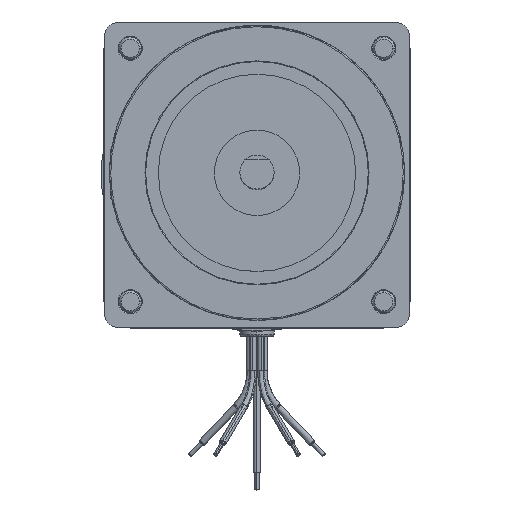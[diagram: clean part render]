
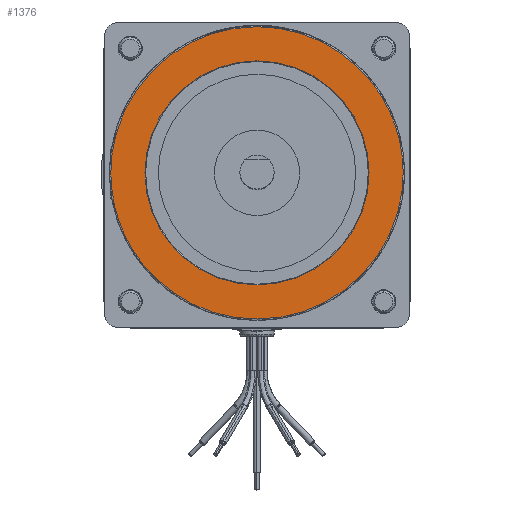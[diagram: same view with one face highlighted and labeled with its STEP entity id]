
A CAD part, top view. The second image highlights one B-rep face of the part: STEP entity #1376.
In plain terms, the highlighted planar face has unit normal (0, 0, 1).
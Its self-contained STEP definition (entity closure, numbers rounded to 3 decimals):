
#949 = CIRCLE ( 'NONE', #84603, 2.083 ) ;
#1376 = ADVANCED_FACE ( 'NONE', ( #21211, #21210 ), #15765, .T. ) ;
#4606 =( BOUNDED_CURVE ( )  B_SPLINE_CURVE ( 3, ( #84903, #84898, #84899, #84904 ),
 .UNSPECIFIED., .F., .F. ) 
 B_SPLINE_CURVE_WITH_KNOTS ( ( 4, 4 ),
 ( 0., 0.5 ),
 .UNSPECIFIED. ) 
 CURVE ( )  GEOMETRIC_REPRESENTATION_ITEM ( )  RATIONAL_B_SPLINE_CURVE ( ( 1., 0.333, 0.333, 1. ) ) 
 REPRESENTATION_ITEM ( '' )  );
#6897 = EDGE_CURVE ( 'NONE', #20784, #20785, #949, .T. ) ;
#11882 = CARTESIAN_POINT ( 'NONE',  ( 0., -2.083, 0. ) ) ;
#11884 = CARTESIAN_POINT ( 'NONE',  ( 0., 2.083, 0. ) ) ;
#15760 = CARTESIAN_POINT ( 'NONE',  ( 2.07, 0., 0. ) ) ;
#15765 = PLANE ( 'NONE',  #30465 ) ;
#15766 = DIRECTION ( 'NONE',  ( 0., 0., 1. ) ) ;
#15767 = DIRECTION ( 'NONE',  ( 1., 0., 0. ) ) ;
#18479 = EDGE_LOOP ( 'NONE', ( #64925, #64926 ) ) ;
#18489 = EDGE_LOOP ( 'NONE', ( #64927, #64928 ) ) ;
#20784 = VERTEX_POINT ( 'NONE', #11882 ) ;
#20785 = VERTEX_POINT ( 'NONE', #11884 ) ;
#21210 = FACE_BOUND ( 'NONE', #18489, .T. ) ;
#21211 = FACE_OUTER_BOUND ( 'NONE', #18479, .T. ) ;
#23333 = CARTESIAN_POINT ( 'NONE',  ( -2.718, 5.436, 0. ) ) ;
#23334 = CARTESIAN_POINT ( 'NONE',  ( -2.718, 0., 0. ) ) ;
#23343 = CARTESIAN_POINT ( 'NONE',  ( 2.718, 5.436, 0. ) ) ;
#23344 = CARTESIAN_POINT ( 'NONE',  ( 2.718, 0., 0. ) ) ;
#24014 = CARTESIAN_POINT ( 'NONE',  ( 0., 0., 0. ) ) ;
#24017 = DIRECTION ( 'NONE',  ( 0., 0., -1. ) ) ;
#24020 = DIRECTION ( 'NONE',  ( 0., -1., 0. ) ) ;
#25244 = CARTESIAN_POINT ( 'NONE',  ( 0., 0., 0. ) ) ;
#25246 = DIRECTION ( 'NONE',  ( 0., 0., -1. ) ) ;
#25248 = DIRECTION ( 'NONE',  ( 0., -1., 0. ) ) ;
#25991 = CIRCLE ( 'NONE', #43962, 2.083 ) ;
#30465 = AXIS2_PLACEMENT_3D ( 'NONE', #15760, #15766, #15767 ) ;
#43962 = AXIS2_PLACEMENT_3D ( 'NONE', #24014, #24017, #24020 ) ;
#50526 = EDGE_CURVE ( 'NONE', #90464, #90463, #4606, .T. ) ;
#57803 = CARTESIAN_POINT ( 'NONE',  ( -2.718, 0., 0. ) ) ;
#57804 = CARTESIAN_POINT ( 'NONE',  ( 2.718, 0., 0. ) ) ;
#62459 = EDGE_CURVE ( 'NONE', #90463, #90464, #78868, .T. ) ;
#62628 = EDGE_CURVE ( 'NONE', #20785, #20784, #25991, .T. ) ;
#64925 = ORIENTED_EDGE ( 'NONE', *, *, #50526, .F. ) ;
#64926 = ORIENTED_EDGE ( 'NONE', *, *, #62459, .F. ) ;
#64927 = ORIENTED_EDGE ( 'NONE', *, *, #6897, .T. ) ;
#64928 = ORIENTED_EDGE ( 'NONE', *, *, #62628, .T. ) ;
#78868 =( BOUNDED_CURVE ( )  B_SPLINE_CURVE ( 3, ( #23334, #23333, #23343, #23344 ),
 .UNSPECIFIED., .F., .F. ) 
 B_SPLINE_CURVE_WITH_KNOTS ( ( 4, 4 ),
 ( 0.5, 1. ),
 .UNSPECIFIED. ) 
 CURVE ( )  GEOMETRIC_REPRESENTATION_ITEM ( )  RATIONAL_B_SPLINE_CURVE ( ( 1., 0.333, 0.333, 1. ) ) 
 REPRESENTATION_ITEM ( '' )  );
#84603 = AXIS2_PLACEMENT_3D ( 'NONE', #25244, #25246, #25248 ) ;
#84898 = CARTESIAN_POINT ( 'NONE',  ( 2.718, -5.436, 0. ) ) ;
#84899 = CARTESIAN_POINT ( 'NONE',  ( -2.718, -5.436, 0. ) ) ;
#84903 = CARTESIAN_POINT ( 'NONE',  ( 2.718, 0., 0. ) ) ;
#84904 = CARTESIAN_POINT ( 'NONE',  ( -2.718, 0., 0. ) ) ;
#90463 = VERTEX_POINT ( 'NONE', #57803 ) ;
#90464 = VERTEX_POINT ( 'NONE', #57804 ) ;
